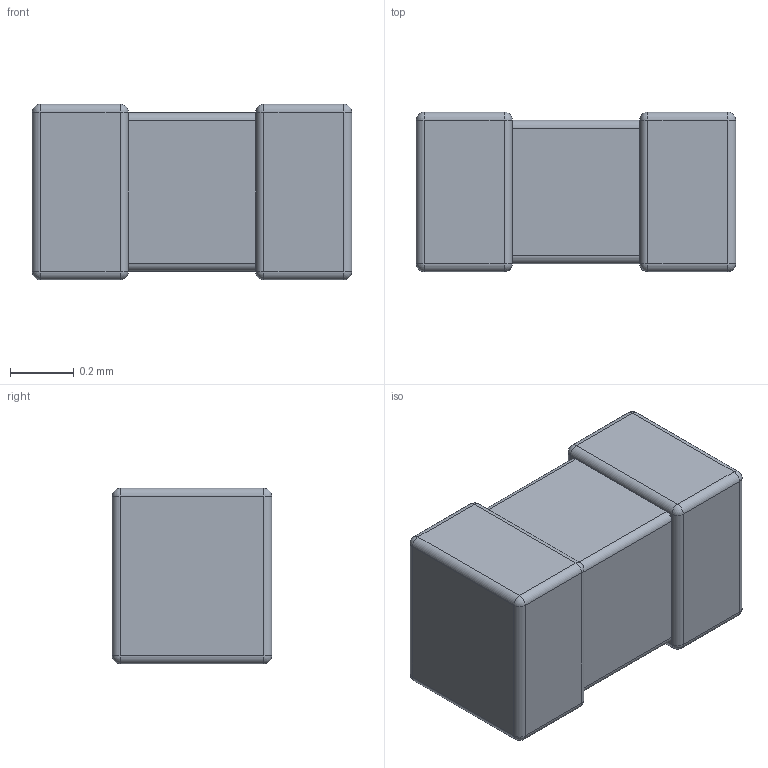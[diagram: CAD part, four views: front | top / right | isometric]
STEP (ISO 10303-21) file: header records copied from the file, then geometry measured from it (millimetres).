
FILE_DESCRIPTION(('FreeCAD Model'),'2;1');
FILE_NAME('C_0402_1005M_h0.55.step','2019-07-22T13:46:31',('Author'),(''), 'Open CASCADE STEP processor 7.3','FreeCAD','Unknown');
FILE_SCHEMA(('AUTOMOTIVE_DESIGN { 1 0 10303 214 1 1 1 1 }'));
Length unit declared in the file: millimetre
Products named in the file (1): C_0402_1005M_h0.55
Bounding box: 1 x 0.5 x 0.55 mm (x, y, z)
Volume: 0.3 mm3; surface area: 2.5 mm2
Topology: 1 solids, 1 shells, 62 faces, 140 edges, 64 vertices
Faces by surface type: cylinder 28, plane 18, sphere 16
Entity records: 2003 total; most frequent: DIRECTION 306, CARTESIAN_POINT 251, ORIENTED_EDGE 248, EDGE_CURVE 124, AXIS2_PLACEMENT_3D 119, LINE 68, VECTOR 68, VERTEX_POINT 64
